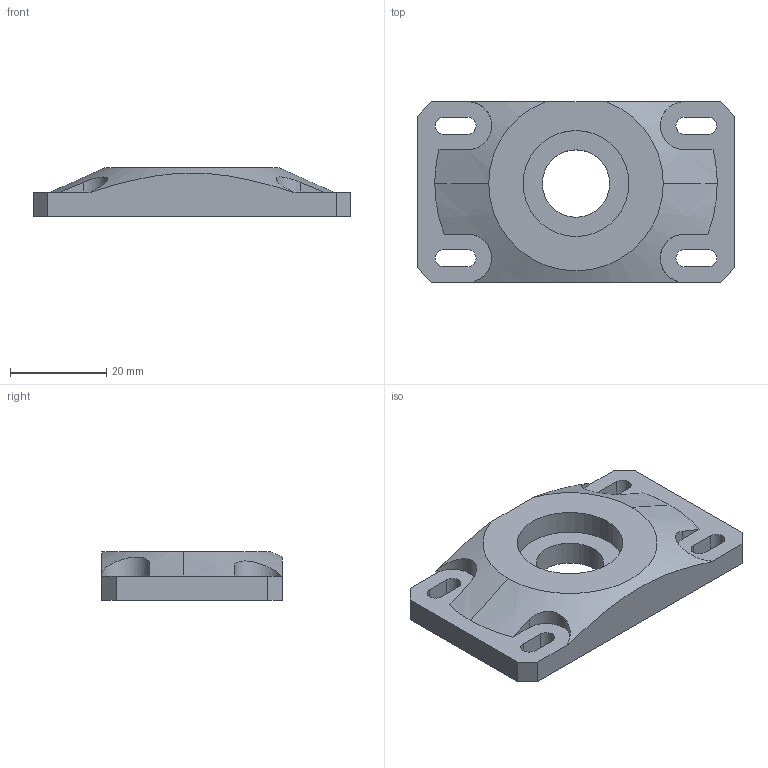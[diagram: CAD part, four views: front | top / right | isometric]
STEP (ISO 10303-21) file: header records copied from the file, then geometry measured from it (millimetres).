
FILE_DESCRIPTION (( 'STEP AP214' ), '1' );
FILE_NAME ('Y Gantry Motion Link.STEP', '2020-02-14T17:33:35', ( '' ), ( '' ), 'SwSTEP 2.0', 'SolidWorks 2019', '' );
FILE_SCHEMA (( 'AUTOMOTIVE_DESIGN' ));
Length unit declared in the file: millimetre
Products named in the file (1): Y Gantry Motion Link
Bounding box: 66 x 37.5 x 10 mm (x, y, z)
Volume: 16398.2 mm3; surface area: 6887.5 mm2
Topology: 1 solids, 1 shells, 52 faces, 147 edges, 98 vertices
Faces by surface type: plane 25, cylinder 24, cone 3
Entity records: 1923 total; most frequent: CARTESIAN_POINT 497, ORIENTED_EDGE 294, DIRECTION 287, EDGE_CURVE 147, AXIS2_PLACEMENT_3D 102, VERTEX_POINT 98, LINE 83, VECTOR 83
